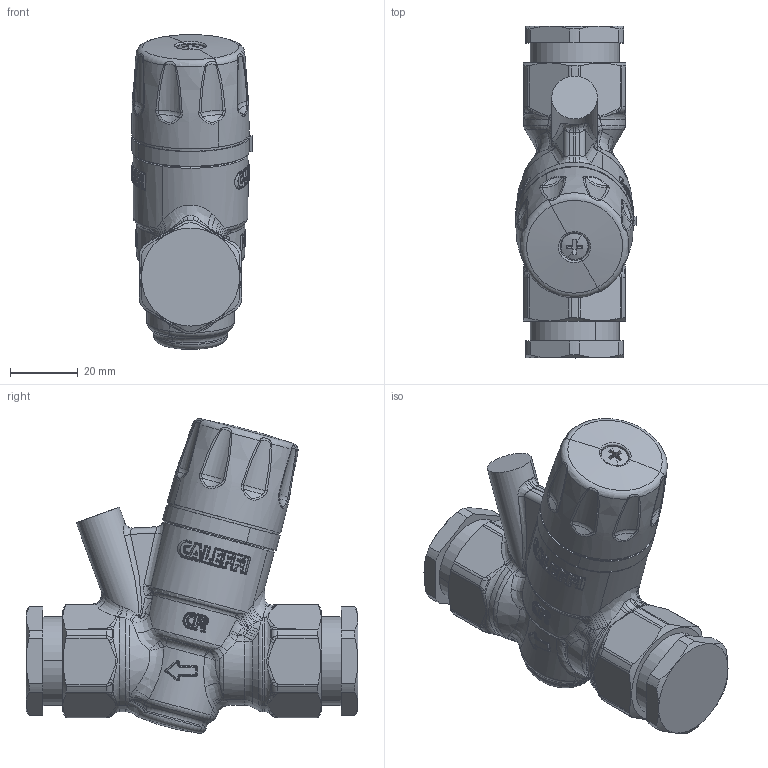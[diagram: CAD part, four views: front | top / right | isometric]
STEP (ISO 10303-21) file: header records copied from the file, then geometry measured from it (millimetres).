
FILE_DESCRIPTION(('CATIA V5 STEP Exchange'),'2;1');
FILE_NAME('STEP_116420_-_TST.stp','2019-03-13T11:23:40+00:00',('none'),('none'),'CATIA Version 5-6 Release 2016 SP4','CATIA V5 STEP AP203','none');
FILE_SCHEMA(('CONFIG_CONTROL_DESIGN'));
Products named in the file (1): 116420 - TST
Bounding box: 35.64 x 98.1 x 93.06 mm (x, y, z)
Volume: 125683 mm3; surface area: 19498.7 mm2
Topology: 1 solids, 1 shells, 1904 faces, 4463 edges, 2401 vertices
Faces by surface type: bspline 1274, cylinder 252, sphere 151, plane 108, torus 61, cone 56, revolution 2
Entity records: 117774 total; most frequent: CARTESIAN_POINT 87307, ORIENTED_EDGE 8560, EDGE_CURVE 4280, B_SPLINE_CURVE_WITH_KNOTS 3362, VERTEX_POINT 2401, DIRECTION 1932, EDGE_LOOP 1927, ADVANCED_FACE 1904
